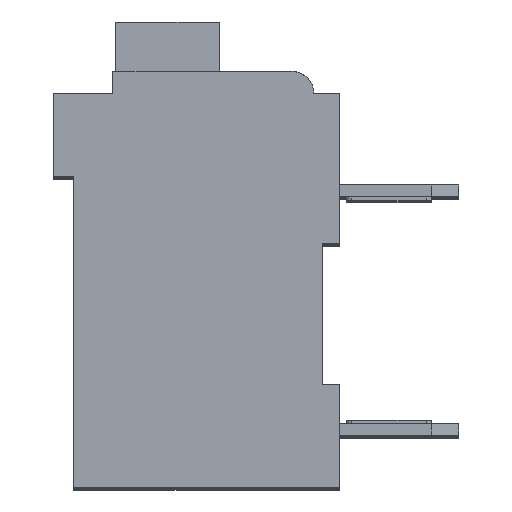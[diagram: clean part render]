
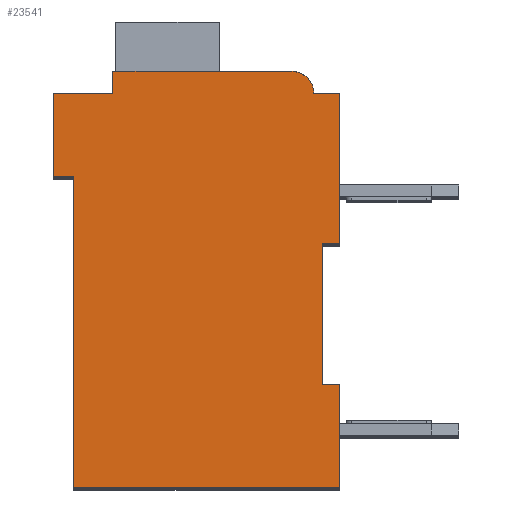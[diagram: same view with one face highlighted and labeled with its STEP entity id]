
A CAD part, top view. The second image highlights one B-rep face of the part: STEP entity #23541.
In plain terms, the highlighted planar face has unit normal (0, 0, 1).
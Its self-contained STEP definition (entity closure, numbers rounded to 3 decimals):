
#7154=DIRECTION('',(1.,0.,0.));
#7155=VECTOR('',#7154,0.5);
#7156=CARTESIAN_POINT('',(7.3,7.15,2.1));
#7157=LINE('',#7156,#7155);
#7158=DIRECTION('',(0.,1.,0.));
#7159=VECTOR('',#7158,4.15);
#7160=CARTESIAN_POINT('',(7.3,3.,2.1));
#7161=LINE('',#7160,#7159);
#7162=DIRECTION('',(-1.,0.,0.));
#7163=VECTOR('',#7162,0.5);
#7164=CARTESIAN_POINT('',(7.8,3.,2.1));
#7165=LINE('',#7164,#7163);
#7166=DIRECTION('',(0.,1.,0.));
#7167=VECTOR('',#7166,3.);
#7168=CARTESIAN_POINT('',(7.8,0.,2.1));
#7169=LINE('',#7168,#7167);
#7170=DIRECTION('',(1.,0.,0.));
#7171=VECTOR('',#7170,7.8);
#7172=CARTESIAN_POINT('',(0.,0.,2.1));
#7173=LINE('',#7172,#7171);
#7174=DIRECTION('',(0.,-1.,0.));
#7175=VECTOR('',#7174,9.1);
#7176=CARTESIAN_POINT('',(0.,9.1,2.1));
#7177=LINE('',#7176,#7175);
#7178=DIRECTION('',(1.,0.,0.));
#7179=VECTOR('',#7178,0.6);
#7180=CARTESIAN_POINT('',(-0.6,9.1,2.1));
#7181=LINE('',#7180,#7179);
#7182=DIRECTION('',(0.,-1.,0.));
#7183=VECTOR('',#7182,2.45);
#7184=CARTESIAN_POINT('',(-0.6,11.55,2.1));
#7185=LINE('',#7184,#7183);
#7186=DIRECTION('',(-1.,0.,0.));
#7187=VECTOR('',#7186,1.75);
#7188=CARTESIAN_POINT('',(1.15,11.55,2.1));
#7189=LINE('',#7188,#7187);
#7190=DIRECTION('',(0.,-1.,0.));
#7191=VECTOR('',#7190,0.65);
#7192=CARTESIAN_POINT('',(1.15,12.2,2.1));
#7193=LINE('',#7192,#7191);
#7194=DIRECTION('',(-1.,0.,0.));
#7195=VECTOR('',#7194,5.25);
#7196=CARTESIAN_POINT('',(6.4,12.2,2.1));
#7197=LINE('',#7196,#7195);
#7198=CARTESIAN_POINT('',(6.4,11.55,2.1));
#7199=DIRECTION('',(0.,0.,1.));
#7200=DIRECTION('',(1.,0.,0.));
#7201=AXIS2_PLACEMENT_3D('',#7198,#7199,#7200);
#7203=DIRECTION('',(-1.,0.,0.));
#7204=VECTOR('',#7203,0.75);
#7205=CARTESIAN_POINT('',(7.8,11.55,2.1));
#7206=LINE('',#7205,#7204);
#7207=DIRECTION('',(0.,1.,0.));
#7208=VECTOR('',#7207,4.4);
#7209=CARTESIAN_POINT('',(7.8,7.15,2.1));
#7210=LINE('',#7209,#7208);
#11517=CARTESIAN_POINT('',(7.3,7.15,2.1));
#11518=CARTESIAN_POINT('',(7.8,7.15,2.1));
#11519=VERTEX_POINT('',#11517);
#11520=VERTEX_POINT('',#11518);
#11521=CARTESIAN_POINT('',(7.8,11.55,2.1));
#11522=VERTEX_POINT('',#11521);
#11523=CARTESIAN_POINT('',(7.05,11.55,2.1));
#11524=VERTEX_POINT('',#11523);
#11525=CARTESIAN_POINT('',(6.4,12.2,2.1));
#11526=VERTEX_POINT('',#11525);
#11527=CARTESIAN_POINT('',(1.15,12.2,2.1));
#11528=VERTEX_POINT('',#11527);
#11529=CARTESIAN_POINT('',(1.15,11.55,2.1));
#11530=VERTEX_POINT('',#11529);
#11531=CARTESIAN_POINT('',(-0.6,11.55,2.1));
#11532=VERTEX_POINT('',#11531);
#11533=CARTESIAN_POINT('',(-0.6,9.1,2.1));
#11534=VERTEX_POINT('',#11533);
#11535=CARTESIAN_POINT('',(0.,9.1,2.1));
#11536=VERTEX_POINT('',#11535);
#11537=CARTESIAN_POINT('',(0.,0.,2.1));
#11538=VERTEX_POINT('',#11537);
#11539=CARTESIAN_POINT('',(7.8,0.,2.1));
#11540=VERTEX_POINT('',#11539);
#11541=CARTESIAN_POINT('',(7.8,3.,2.1));
#11542=VERTEX_POINT('',#11541);
#11543=CARTESIAN_POINT('',(7.3,3.,2.1));
#11544=VERTEX_POINT('',#11543);
#23520=CARTESIAN_POINT('',(0.,0.,2.1));
#23521=DIRECTION('',(0.,0.,1.));
#23522=DIRECTION('',(1.,0.,0.));
#23523=AXIS2_PLACEMENT_3D('',#23520,#23521,#23522);
#23524=PLANE('',#23523);
#23525=ORIENTED_EDGE('',*,*,#15154,.F.);
#23526=ORIENTED_EDGE('',*,*,#15726,.F.);
#23527=ORIENTED_EDGE('',*,*,#19976,.F.);
#23528=ORIENTED_EDGE('',*,*,#20271,.F.);
#23529=ORIENTED_EDGE('',*,*,#20618,.F.);
#23530=ORIENTED_EDGE('',*,*,#21083,.F.);
#23531=ORIENTED_EDGE('',*,*,#21292,.F.);
#23532=ORIENTED_EDGE('',*,*,#21481,.F.);
#23533=ORIENTED_EDGE('',*,*,#21765,.F.);
#23534=ORIENTED_EDGE('',*,*,#22320,.F.);
#23535=ORIENTED_EDGE('',*,*,#22752,.F.);
#23536=ORIENTED_EDGE('',*,*,#21816,.F.);
#23537=ORIENTED_EDGE('',*,*,#22161,.F.);
#23538=ORIENTED_EDGE('',*,*,#15621,.F.);
#23539=EDGE_LOOP('',(#23525,#23526,#23527,#23528,#23529,#23530,#23531,#23532,
#23533,#23534,#23535,#23536,#23537,#23538));
#23540=FACE_OUTER_BOUND('',#23539,.F.);
#7202=CIRCLE('',#7201,0.65);
#15154=EDGE_CURVE('',#11519,#11520,#7157,.T.);
#15621=EDGE_CURVE('',#11520,#11522,#7210,.T.);
#15726=EDGE_CURVE('',#11544,#11519,#7161,.T.);
#19976=EDGE_CURVE('',#11542,#11544,#7165,.T.);
#20271=EDGE_CURVE('',#11540,#11542,#7169,.T.);
#20618=EDGE_CURVE('',#11538,#11540,#7173,.T.);
#21083=EDGE_CURVE('',#11536,#11538,#7177,.T.);
#21292=EDGE_CURVE('',#11534,#11536,#7181,.T.);
#21481=EDGE_CURVE('',#11532,#11534,#7185,.T.);
#21765=EDGE_CURVE('',#11530,#11532,#7189,.T.);
#21816=EDGE_CURVE('',#11524,#11526,#7202,.T.);
#22161=EDGE_CURVE('',#11522,#11524,#7206,.T.);
#22320=EDGE_CURVE('',#11528,#11530,#7193,.T.);
#22752=EDGE_CURVE('',#11526,#11528,#7197,.T.);
#23541=ADVANCED_FACE('',(#23540),#23524,.T.);
